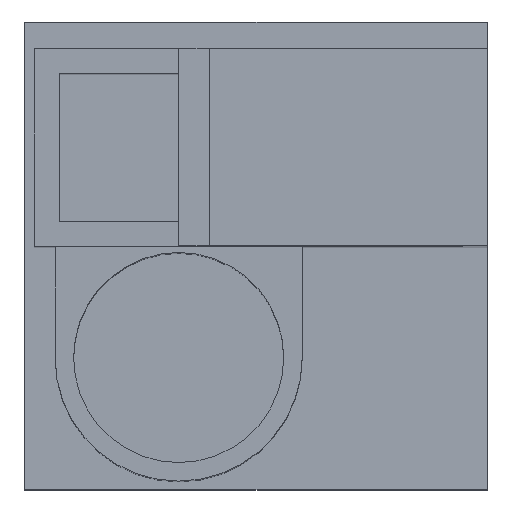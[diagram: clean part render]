
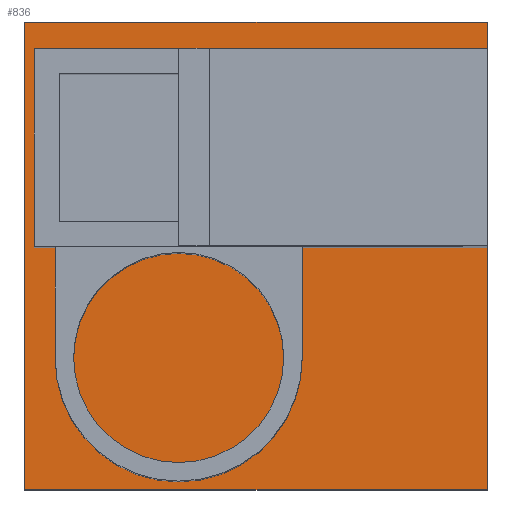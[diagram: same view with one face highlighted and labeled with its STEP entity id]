
A CAD part, top view. The second image highlights one B-rep face of the part: STEP entity #836.
In plain terms, the highlighted planar face has unit normal (0, 0, 1).
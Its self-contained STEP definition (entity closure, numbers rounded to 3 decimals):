
#37=FACE_BOUND('',#98,.T.);
#50=FACE_OUTER_BOUND('',#97,.T.);
#97=EDGE_LOOP('',(#588,#589,#590,#591));
#98=EDGE_LOOP('',(#592,#593,#594,#595));
#150=LINE('',#1196,#261);
#154=LINE('',#1205,#265);
#158=LINE('',#1213,#269);
#161=LINE('',#1219,#272);
#164=LINE('',#1224,#275);
#166=LINE('',#1228,#277);
#167=LINE('',#1230,#278);
#168=LINE('',#1231,#279);
#261=VECTOR('',#970,10.);
#265=VECTOR('',#976,10.);
#269=VECTOR('',#982,10.);
#272=VECTOR('',#987,10.);
#275=VECTOR('',#992,10.);
#277=VECTOR('',#996,10.);
#278=VECTOR('',#997,10.);
#279=VECTOR('',#998,10.);
#369=VERTEX_POINT('',#1194);
#370=VERTEX_POINT('',#1195);
#373=VERTEX_POINT('',#1203);
#374=VERTEX_POINT('',#1204);
#377=VERTEX_POINT('',#1212);
#379=VERTEX_POINT('',#1218);
#381=VERTEX_POINT('',#1227);
#382=VERTEX_POINT('',#1229);
#448=EDGE_CURVE('',#369,#370,#150,.T.);
#452=EDGE_CURVE('',#373,#374,#154,.T.);
#456=EDGE_CURVE('',#377,#373,#158,.T.);
#459=EDGE_CURVE('',#379,#377,#161,.T.);
#462=EDGE_CURVE('',#374,#379,#164,.T.);
#464=EDGE_CURVE('',#370,#381,#166,.T.);
#465=EDGE_CURVE('',#381,#382,#167,.T.);
#466=EDGE_CURVE('',#382,#369,#168,.T.);
#588=ORIENTED_EDGE('',*,*,#462,.F.);
#589=ORIENTED_EDGE('',*,*,#452,.F.);
#590=ORIENTED_EDGE('',*,*,#456,.F.);
#591=ORIENTED_EDGE('',*,*,#459,.F.);
#592=ORIENTED_EDGE('',*,*,#448,.T.);
#593=ORIENTED_EDGE('',*,*,#464,.T.);
#594=ORIENTED_EDGE('',*,*,#465,.T.);
#595=ORIENTED_EDGE('',*,*,#466,.T.);
#791=PLANE('',#900);
#836=ADVANCED_FACE('',(#50,#37),#791,.T.);
#900=AXIS2_PLACEMENT_3D('',#1226,#994,#995);
#970=DIRECTION('',(-1.,0.,0.));
#976=DIRECTION('',(0.,-1.,0.));
#982=DIRECTION('',(1.,0.,0.));
#987=DIRECTION('',(0.,1.,0.));
#992=DIRECTION('',(-1.,0.,0.));
#994=DIRECTION('center_axis',(0.,0.,1.));
#995=DIRECTION('ref_axis',(1.,0.,0.));
#996=DIRECTION('',(0.,1.,0.));
#997=DIRECTION('',(1.,0.,0.));
#998=DIRECTION('',(0.,-1.,0.));
#1194=CARTESIAN_POINT('',(26.5,-16.,0.));
#1195=CARTESIAN_POINT('',(-26.5,-16.,0.));
#1196=CARTESIAN_POINT('',(26.5,-16.,0.));
#1203=CARTESIAN_POINT('',(46.817,20.5,0.));
#1204=CARTESIAN_POINT('',(46.817,-55.227,0.));
#1205=CARTESIAN_POINT('',(46.817,20.5,0.));
#1212=CARTESIAN_POINT('',(-28.092,20.5,0.));
#1213=CARTESIAN_POINT('',(-28.092,20.5,0.));
#1218=CARTESIAN_POINT('',(-28.092,-55.227,0.));
#1219=CARTESIAN_POINT('',(-28.092,-55.227,0.));
#1224=CARTESIAN_POINT('',(46.817,-55.227,0.));
#1226=CARTESIAN_POINT('Origin',(9.362,-17.364,0.));
#1227=CARTESIAN_POINT('',(-26.5,16.,0.));
#1228=CARTESIAN_POINT('',(-26.5,-16.,0.));
#1229=CARTESIAN_POINT('',(26.5,16.,0.));
#1230=CARTESIAN_POINT('',(-26.5,16.,0.));
#1231=CARTESIAN_POINT('',(26.5,16.,0.));
